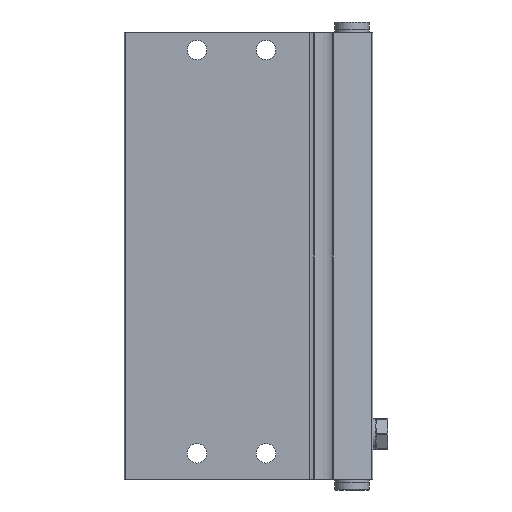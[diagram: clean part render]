
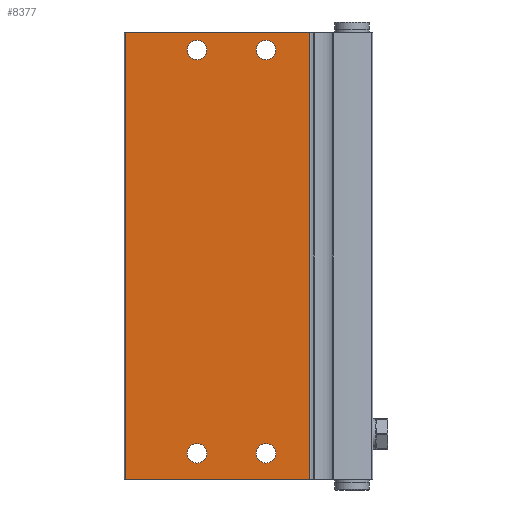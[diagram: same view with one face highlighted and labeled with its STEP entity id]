
A CAD part, front view. The second image highlights one B-rep face of the part: STEP entity #8377.
In plain terms, the highlighted planar face has unit normal (0, -1, 0).
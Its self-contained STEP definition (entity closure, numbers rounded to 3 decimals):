
#258=LINE('',#14009,#841);
#259=LINE('',#14019,#842);
#260=LINE('',#14021,#843);
#261=LINE('',#14023,#844);
#841=VECTOR('',#10527,1000.);
#842=VECTOR('',#10538,1000.);
#843=VECTOR('',#10539,1000.);
#844=VECTOR('',#10540,1000.);
#1400=PLANE('',#9416);
#1695=CIRCLE('',#9417,2.25);
#1696=CIRCLE('',#9418,2.25);
#1697=CIRCLE('',#9419,2.25);
#1698=CIRCLE('',#9420,2.25);
#2257=ORIENTED_EDGE('',*,*,#4402,.F.);
#2258=ORIENTED_EDGE('',*,*,#4403,.F.);
#2259=ORIENTED_EDGE('',*,*,#4404,.F.);
#2260=ORIENTED_EDGE('',*,*,#4405,.F.);
#2261=ORIENTED_EDGE('',*,*,#4406,.F.);
#2262=ORIENTED_EDGE('',*,*,#4401,.F.);
#2263=ORIENTED_EDGE('',*,*,#4407,.T.);
#2264=ORIENTED_EDGE('',*,*,#4408,.T.);
#4401=EDGE_CURVE('',#5464,#5463,#258,.T.);
#4402=EDGE_CURVE('',#5465,#5465,#1695,.T.);
#4403=EDGE_CURVE('',#5466,#5466,#1696,.T.);
#4404=EDGE_CURVE('',#5467,#5467,#1697,.T.);
#4405=EDGE_CURVE('',#5468,#5468,#1698,.T.);
#4406=EDGE_CURVE('',#5463,#5469,#259,.T.);
#4407=EDGE_CURVE('',#5464,#5470,#260,.T.);
#4408=EDGE_CURVE('',#5470,#5469,#261,.T.);
#5463=VERTEX_POINT('',#14006);
#5464=VERTEX_POINT('',#14008);
#5465=VERTEX_POINT('',#14012);
#5466=VERTEX_POINT('',#14014);
#5467=VERTEX_POINT('',#14016);
#5468=VERTEX_POINT('',#14018);
#5469=VERTEX_POINT('',#14020);
#5470=VERTEX_POINT('',#14022);
#6386=EDGE_LOOP('',(#2257));
#6387=EDGE_LOOP('',(#2258));
#6388=EDGE_LOOP('',(#2259));
#6389=EDGE_LOOP('',(#2260));
#6390=EDGE_LOOP('',(#2261,#2262,#2263,#2264));
#7309=FACE_BOUND('',#6386,.T.);
#7310=FACE_BOUND('',#6387,.T.);
#7311=FACE_BOUND('',#6388,.T.);
#7312=FACE_BOUND('',#6389,.T.);
#7313=FACE_BOUND('',#6390,.T.);
#8377=ADVANCED_FACE('',(#7309,#7310,#7311,#7312,#7313),#1400,.T.);
#9416=AXIS2_PLACEMENT_3D('',#14010,#10528,#10529);
#9417=AXIS2_PLACEMENT_3D('',#14011,#10530,#10531);
#9418=AXIS2_PLACEMENT_3D('',#14013,#10532,#10533);
#9419=AXIS2_PLACEMENT_3D('',#14015,#10534,#10535);
#9420=AXIS2_PLACEMENT_3D('',#14017,#10536,#10537);
#10527=DIRECTION('',(0.,0.,1.));
#10528=DIRECTION('',(0.,-1.,0.));
#10529=DIRECTION('',(0.,0.,-1.));
#10530=DIRECTION('',(0.,-1.,0.));
#10531=DIRECTION('',(0.,0.,-1.));
#10532=DIRECTION('',(0.,-1.,0.));
#10533=DIRECTION('',(0.,0.,-1.));
#10534=DIRECTION('',(0.,-1.,0.));
#10535=DIRECTION('',(0.,0.,-1.));
#10536=DIRECTION('',(0.,-1.,0.));
#10537=DIRECTION('',(0.,0.,-1.));
#10538=DIRECTION('',(1.,0.,0.));
#10539=DIRECTION('',(1.,0.,0.));
#10540=DIRECTION('',(0.,0.,1.));
#14006=CARTESIAN_POINT('',(-18.069,0.,0.));
#14008=CARTESIAN_POINT('',(-18.069,0.,-103.5));
#14009=CARTESIAN_POINT('',(-18.069,0.,-103.5));
#14010=CARTESIAN_POINT('',(-18.069,0.,-103.5));
#14011=CARTESIAN_POINT('',(-8.,0.,-6.));
#14012=CARTESIAN_POINT('',(-8.,0.,-8.25));
#14013=CARTESIAN_POINT('',(-8.,0.,-99.5));
#14014=CARTESIAN_POINT('',(-8.,0.,-101.75));
#14015=CARTESIAN_POINT('',(8.,0.,-99.5));
#14016=CARTESIAN_POINT('',(8.,0.,-101.75));
#14017=CARTESIAN_POINT('',(8.,0.,-6.));
#14018=CARTESIAN_POINT('',(8.,0.,-8.25));
#14019=CARTESIAN_POINT('',(-18.069,0.,0.));
#14020=CARTESIAN_POINT('',(24.5,0.,0.));
#14021=CARTESIAN_POINT('',(-18.069,0.,-103.5));
#14022=CARTESIAN_POINT('',(24.5,0.,-103.5));
#14023=CARTESIAN_POINT('',(24.5,0.,-103.5));
